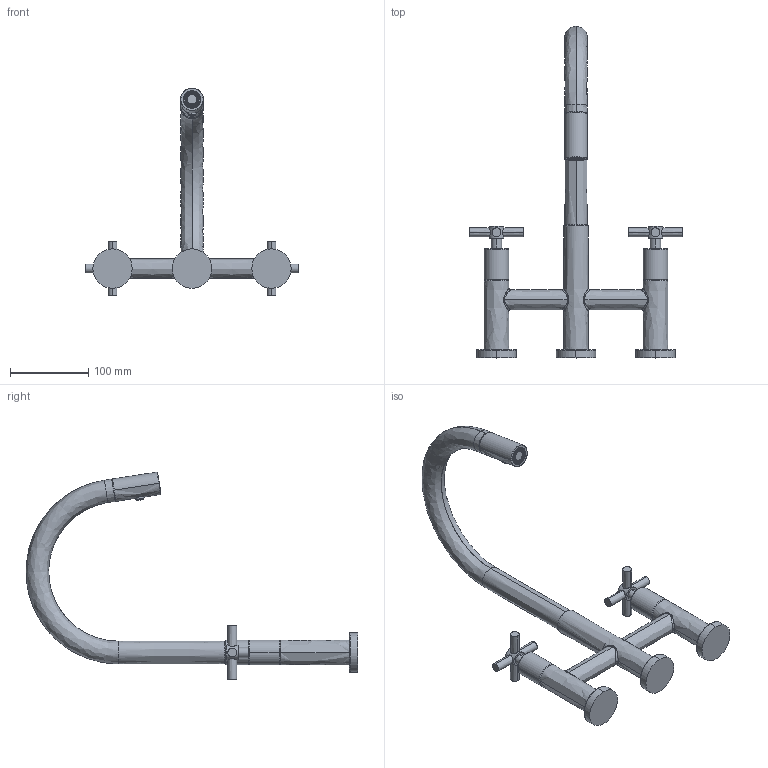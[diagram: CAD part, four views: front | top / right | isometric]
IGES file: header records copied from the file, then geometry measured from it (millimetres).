
Start section:  PTC IGES file: 1500-5462.igs
Global section: file name: 1500-5462.igs; native system: Creo Parametric by PTC Inc.; preprocessor: 2019352; author: rsmith; organization: Unknown; date: 20220404.161540; units: inch
Bounding box: 273.05 x 424.17 x 265.53 mm (x, y, z)
Surface area: 128675.8 mm2 (no closed solid volume)
Topology: 0 solids, 0 shells, 340 faces, 1646 edges, 1644 vertices
Faces by surface type: bspline 180, revolution 160
